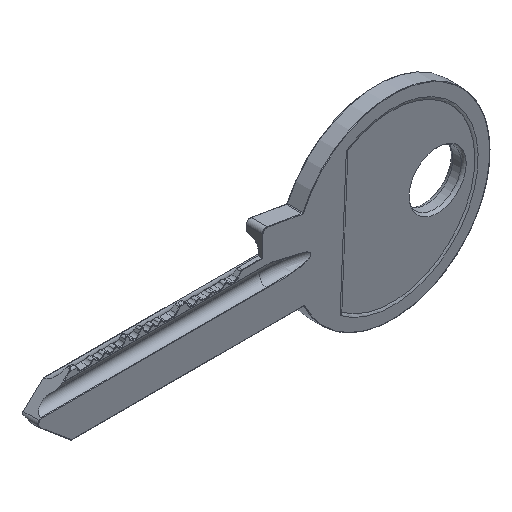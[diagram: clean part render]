
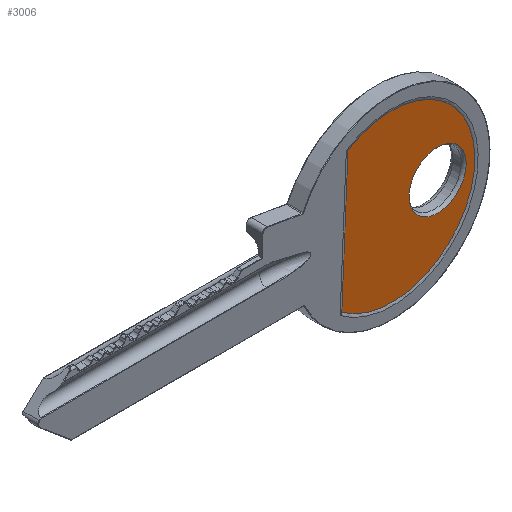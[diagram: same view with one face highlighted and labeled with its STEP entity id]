
A CAD part, isometric view. The second image highlights one B-rep face of the part: STEP entity #3006.
In plain terms, the highlighted planar face has unit normal (0, -1, 0).
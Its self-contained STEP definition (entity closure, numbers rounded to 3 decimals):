
#206=FACE_BOUND('',#578,.T.);
#388=FACE_OUTER_BOUND('',#577,.T.);
#577=EDGE_LOOP('',(#2776,#2777));
#578=EDGE_LOOP('',(#2778));
#628=CIRCLE('',#3072,3.45);
#768=CIRCLE('',#3412,10.041);
#1002=LINE('',#6444,#1168);
#1168=VECTOR('',#4360,16.581);
#1245=VERTEX_POINT('',#4602);
#1437=VERTEX_POINT('',#6441);
#1438=VERTEX_POINT('',#6442);
#1516=EDGE_CURVE('',#1245,#1245,#628,.F.);
#1885=EDGE_CURVE('',#1437,#1438,#768,.F.);
#1886=EDGE_CURVE('',#1438,#1437,#1002,.F.);
#2776=ORIENTED_EDGE('',*,*,#1885,.F.);
#2777=ORIENTED_EDGE('',*,*,#1886,.F.);
#2778=ORIENTED_EDGE('',*,*,#1516,.F.);
#2824=PLANE('',#3411);
#3006=ADVANCED_FACE('',(#388,#206),#2824,.T.);
#3072=AXIS2_PLACEMENT_3D('',#4604,#3543,#3544);
#3411=AXIS2_PLACEMENT_3D('',#6440,#4356,#4357);
#3412=AXIS2_PLACEMENT_3D('',#6443,#4358,#4359);
#3543=DIRECTION('center_axis',(0.,1.,0.));
#3544=DIRECTION('ref_axis',(0.,0.,1.));
#4356=DIRECTION('center_axis',(0.,-1.,0.));
#4357=DIRECTION('ref_axis',(0.,0.,-1.));
#4358=DIRECTION('center_axis',(0.,-1.,0.));
#4359=DIRECTION('ref_axis',(0.,0.,-1.));
#4360=DIRECTION('',(-0.045,0.,-0.999));
#4602=CARTESIAN_POINT('',(5.55,0.492,3.45));
#4604=CARTESIAN_POINT('Origin',(5.55,0.492,0.));
#6440=CARTESIAN_POINT('Origin',(0.,0.492,0.));
#6441=CARTESIAN_POINT('',(-5.29,0.492,8.535));
#6442=CARTESIAN_POINT('',(-6.03,0.492,-8.029));
#6443=CARTESIAN_POINT('Origin',(0.,0.492,0.));
#6444=CARTESIAN_POINT('',(-5.29,0.492,8.535));
